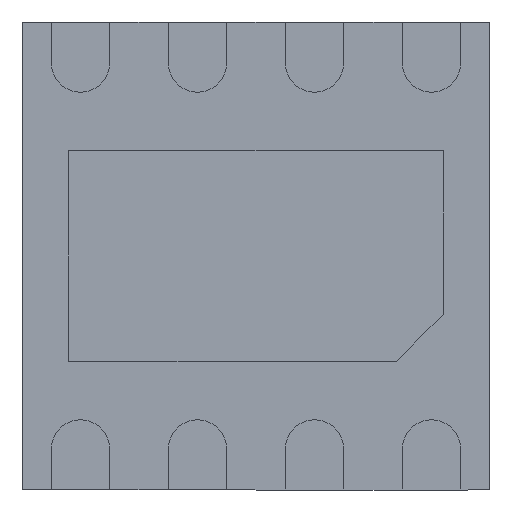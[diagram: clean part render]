
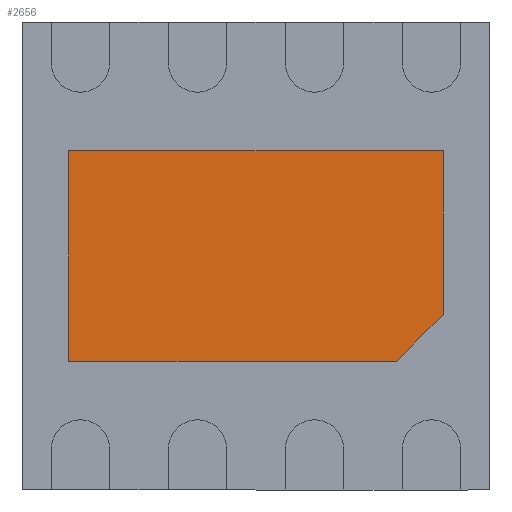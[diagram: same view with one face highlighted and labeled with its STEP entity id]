
A CAD part, front view. The second image highlights one B-rep face of the part: STEP entity #2656.
In plain terms, the highlighted planar face has unit normal (0, -1, 0).
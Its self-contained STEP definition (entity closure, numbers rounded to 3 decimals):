
#67 = DIRECTION ( 'NONE',  ( -1., 0., 0. ) ) ;
#121 = EDGE_CURVE ( 'NONE', #4962, #4664, #5352, .T. ) ;
#250 = VECTOR ( 'NONE', #2662, 1000. ) ;
#251 = CARTESIAN_POINT ( 'NONE',  ( -0.8, -0.05, -0.45 ) ) ;
#447 = EDGE_LOOP ( 'NONE', ( #3823, #3444, #4647, #5171, #3973 ) ) ;
#600 = CARTESIAN_POINT ( 'NONE',  ( 0.6, -0.05, -0.45 ) ) ;
#680 = DIRECTION ( 'NONE',  ( 1., 0., 0. ) ) ;
#926 = EDGE_CURVE ( 'NONE', #2110, #1839, #4215, .T. ) ;
#941 = CARTESIAN_POINT ( 'NONE',  ( 0.8, -0.05, 0.45 ) ) ;
#1138 = EDGE_CURVE ( 'NONE', #1839, #4842, #2255, .T. ) ;
#1493 = DIRECTION ( 'NONE',  ( 0.707, 0., 0.707 ) ) ;
#1608 = AXIS2_PLACEMENT_3D ( 'NONE', #1829, #4031, #5229 ) ;
#1634 = LINE ( 'NONE', #2793, #2516 ) ;
#1829 = CARTESIAN_POINT ( 'NONE',  ( 0., -0.05, 0. ) ) ;
#1839 = VERTEX_POINT ( 'NONE', #2908 ) ;
#2029 = FACE_OUTER_BOUND ( 'NONE', #447, .T. ) ;
#2073 = DIRECTION ( 'NONE',  ( 0., 0., 1. ) ) ;
#2110 = VERTEX_POINT ( 'NONE', #4565 ) ;
#2255 = LINE ( 'NONE', #251, #2589 ) ;
#2307 = PLANE ( 'NONE',  #1608 ) ;
#2430 = CARTESIAN_POINT ( 'NONE',  ( 0.8, -0.05, -0.25 ) ) ;
#2516 = VECTOR ( 'NONE', #1493, 1000. ) ;
#2532 = CARTESIAN_POINT ( 'NONE',  ( 0.8, -0.05, -0.25 ) ) ;
#2589 = VECTOR ( 'NONE', #680, 1000. ) ;
#2656 = ADVANCED_FACE ( 'NONE', ( #2029 ), #2307, .T. ) ;
#2662 = DIRECTION ( 'NONE',  ( 0., 0., -1. ) ) ;
#2793 = CARTESIAN_POINT ( 'NONE',  ( 0.6, -0.05, -0.45 ) ) ;
#2876 = VECTOR ( 'NONE', #67, 1000. ) ;
#2908 = CARTESIAN_POINT ( 'NONE',  ( -0.8, -0.05, -0.45 ) ) ;
#3056 = CARTESIAN_POINT ( 'NONE',  ( 0.8, -0.05, 0.45 ) ) ;
#3444 = ORIENTED_EDGE ( 'NONE', *, *, #5520, .T. ) ;
#3488 = EDGE_CURVE ( 'NONE', #4842, #4962, #1634, .T. ) ;
#3817 = LINE ( 'NONE', #941, #2876 ) ;
#3823 = ORIENTED_EDGE ( 'NONE', *, *, #121, .T. ) ;
#3973 = ORIENTED_EDGE ( 'NONE', *, *, #3488, .T. ) ;
#4031 = DIRECTION ( 'NONE',  ( 0., -1., 0. ) ) ;
#4033 = VECTOR ( 'NONE', #2073, 1000. ) ;
#4215 = LINE ( 'NONE', #5215, #250 ) ;
#4565 = CARTESIAN_POINT ( 'NONE',  ( -0.8, -0.05, 0.45 ) ) ;
#4647 = ORIENTED_EDGE ( 'NONE', *, *, #926, .T. ) ;
#4664 = VERTEX_POINT ( 'NONE', #3056 ) ;
#4842 = VERTEX_POINT ( 'NONE', #600 ) ;
#4962 = VERTEX_POINT ( 'NONE', #2430 ) ;
#5171 = ORIENTED_EDGE ( 'NONE', *, *, #1138, .T. ) ;
#5215 = CARTESIAN_POINT ( 'NONE',  ( -0.8, -0.05, 0.45 ) ) ;
#5229 = DIRECTION ( 'NONE',  ( 0., 0., -1. ) ) ;
#5352 = LINE ( 'NONE', #2532, #4033 ) ;
#5520 = EDGE_CURVE ( 'NONE', #4664, #2110, #3817, .T. ) ;
